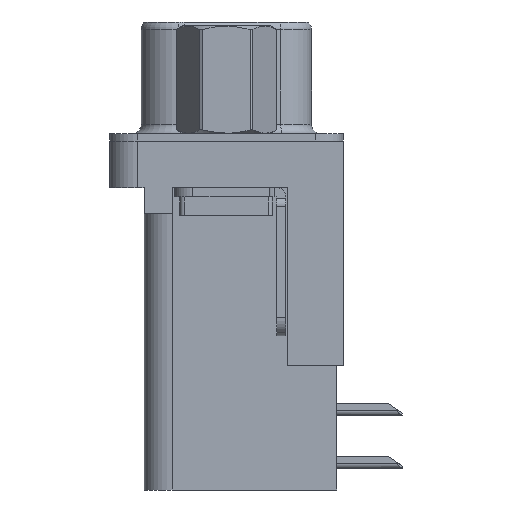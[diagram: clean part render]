
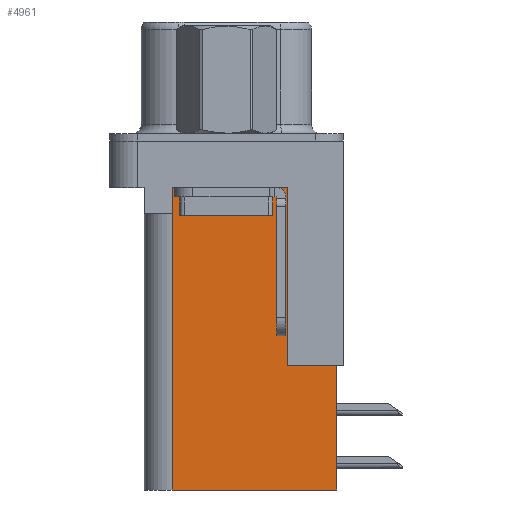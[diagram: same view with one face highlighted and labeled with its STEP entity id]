
A CAD part, left-side view. The second image highlights one B-rep face of the part: STEP entity #4961.
In plain terms, the highlighted planar face has unit normal (-1, 0, 0).
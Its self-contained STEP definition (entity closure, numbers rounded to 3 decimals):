
#397 = CARTESIAN_POINT ( 'NONE',  ( 3.765, -6.295, -12.05 ) ) ;
#818 = PLANE ( 'NONE',  #9418 ) ;
#1157 = DIRECTION ( 'NONE',  ( 0., 0., 1. ) ) ;
#1191 = ORIENTED_EDGE ( 'NONE', *, *, #4083, .T. ) ;
#1210 = CARTESIAN_POINT ( 'NONE',  ( 3.765, 2.895, -2.5 ) ) ;
#1234 = CARTESIAN_POINT ( 'NONE',  ( 3.765, -3.295, -18.76 ) ) ;
#1399 = CARTESIAN_POINT ( 'NONE',  ( 3.765, -3.295, -2.5 ) ) ;
#1600 = EDGE_CURVE ( 'NONE', #22097, #19950, #18174, .T. ) ;
#2201 = ORIENTED_EDGE ( 'NONE', *, *, #21073, .F. ) ;
#2269 = CARTESIAN_POINT ( 'NONE',  ( 3.765, 0., -3.9 ) ) ;
#2707 = EDGE_CURVE ( 'NONE', #5193, #3024, #23545, .T. ) ;
#2945 = DIRECTION ( 'NONE',  ( 0., 1., 0. ) ) ;
#3024 = VERTEX_POINT ( 'NONE', #1210 ) ;
#3138 = DIRECTION ( 'NONE',  ( 1., 0., 0. ) ) ;
#3322 = CARTESIAN_POINT ( 'NONE',  ( 3.765, -3.295, -18.76 ) ) ;
#3748 = VECTOR ( 'NONE', #1157, 1000. ) ;
#3811 = CARTESIAN_POINT ( 'NONE',  ( 3.765, -5.925, -18.76 ) ) ;
#4083 = EDGE_CURVE ( 'NONE', #19950, #5193, #8698, .T. ) ;
#4961 = ADVANCED_FACE ( 'NONE', ( #8945 ), #818, .F. ) ;
#5193 = VERTEX_POINT ( 'NONE', #1399 ) ;
#5238 = VECTOR ( 'NONE', #5718, 1000. ) ;
#5718 = DIRECTION ( 'NONE',  ( 0., 0., -1. ) ) ;
#5809 = LINE ( 'NONE', #20441, #5238 ) ;
#5821 = CARTESIAN_POINT ( 'NONE',  ( 3.765, 2.925, -18.76 ) ) ;
#7656 = DIRECTION ( 'NONE',  ( 0., 0., 1. ) ) ;
#8406 = VECTOR ( 'NONE', #13873, 1000. ) ;
#8698 = LINE ( 'NONE', #1234, #3748 ) ;
#8735 = CARTESIAN_POINT ( 'NONE',  ( 3.765, 2.925, -3.9 ) ) ;
#8743 = LINE ( 'NONE', #5821, #12472 ) ;
#8945 = FACE_OUTER_BOUND ( 'NONE', #12771, .T. ) ;
#9176 = CARTESIAN_POINT ( 'NONE',  ( 3.765, 2.895, -3.9 ) ) ;
#9418 = AXIS2_PLACEMENT_3D ( 'NONE', #3322, #3138, #2945 ) ;
#9541 = ORIENTED_EDGE ( 'NONE', *, *, #10317, .T. ) ;
#9720 = VECTOR ( 'NONE', #9742, 1000. ) ;
#9742 = DIRECTION ( 'NONE',  ( 0., 1., 0. ) ) ;
#9850 = EDGE_CURVE ( 'NONE', #3024, #23834, #19538, .T. ) ;
#10317 = EDGE_CURVE ( 'NONE', #23834, #19414, #14570, .T. ) ;
#10498 = CARTESIAN_POINT ( 'NONE',  ( 3.765, -3.295, -18.76 ) ) ;
#10797 = CARTESIAN_POINT ( 'NONE',  ( 3.765, -3.295, -2.5 ) ) ;
#11146 = ORIENTED_EDGE ( 'NONE', *, *, #19396, .F. ) ;
#11172 = DIRECTION ( 'NONE',  ( 0., 0., -1. ) ) ;
#11215 = ORIENTED_EDGE ( 'NONE', *, *, #1600, .T. ) ;
#11763 = CARTESIAN_POINT ( 'NONE',  ( 3.765, -3.295, -12.05 ) ) ;
#12472 = VECTOR ( 'NONE', #7656, 1000. ) ;
#12771 = EDGE_LOOP ( 'NONE', ( #17894, #22501, #9541, #2201, #11146, #19855, #11215, #1191 ) ) ;
#13873 = DIRECTION ( 'NONE',  ( 0., 1., 0. ) ) ;
#14375 = VERTEX_POINT ( 'NONE', #3811 ) ;
#14570 = LINE ( 'NONE', #2269, #9720 ) ;
#15659 = LINE ( 'NONE', #10498, #20004 ) ;
#16522 = CARTESIAN_POINT ( 'NONE',  ( 3.765, 2.895, -3.9 ) ) ;
#17877 = CARTESIAN_POINT ( 'NONE',  ( 3.765, 2.925, -18.76 ) ) ;
#17894 = ORIENTED_EDGE ( 'NONE', *, *, #2707, .T. ) ;
#18174 = LINE ( 'NONE', #397, #8406 ) ;
#18688 = VECTOR ( 'NONE', #19012, 1000. ) ;
#18918 = VECTOR ( 'NONE', #11172, 1000. ) ;
#19012 = DIRECTION ( 'NONE',  ( 0., 1., 0. ) ) ;
#19396 = EDGE_CURVE ( 'NONE', #14375, #21560, #15659, .T. ) ;
#19414 = VERTEX_POINT ( 'NONE', #8735 ) ;
#19538 = LINE ( 'NONE', #16522, #18918 ) ;
#19725 = DIRECTION ( 'NONE',  ( 0., 1., 0. ) ) ;
#19855 = ORIENTED_EDGE ( 'NONE', *, *, #21850, .F. ) ;
#19950 = VERTEX_POINT ( 'NONE', #11763 ) ;
#20004 = VECTOR ( 'NONE', #19725, 1000. ) ;
#20441 = CARTESIAN_POINT ( 'NONE',  ( 3.765, -5.925, -2. ) ) ;
#21073 = EDGE_CURVE ( 'NONE', #21560, #19414, #8743, .T. ) ;
#21406 = CARTESIAN_POINT ( 'NONE',  ( 3.765, -5.925, -12.05 ) ) ;
#21560 = VERTEX_POINT ( 'NONE', #17877 ) ;
#21850 = EDGE_CURVE ( 'NONE', #22097, #14375, #5809, .T. ) ;
#22097 = VERTEX_POINT ( 'NONE', #21406 ) ;
#22501 = ORIENTED_EDGE ( 'NONE', *, *, #9850, .T. ) ;
#23545 = LINE ( 'NONE', #10797, #18688 ) ;
#23834 = VERTEX_POINT ( 'NONE', #9176 ) ;
